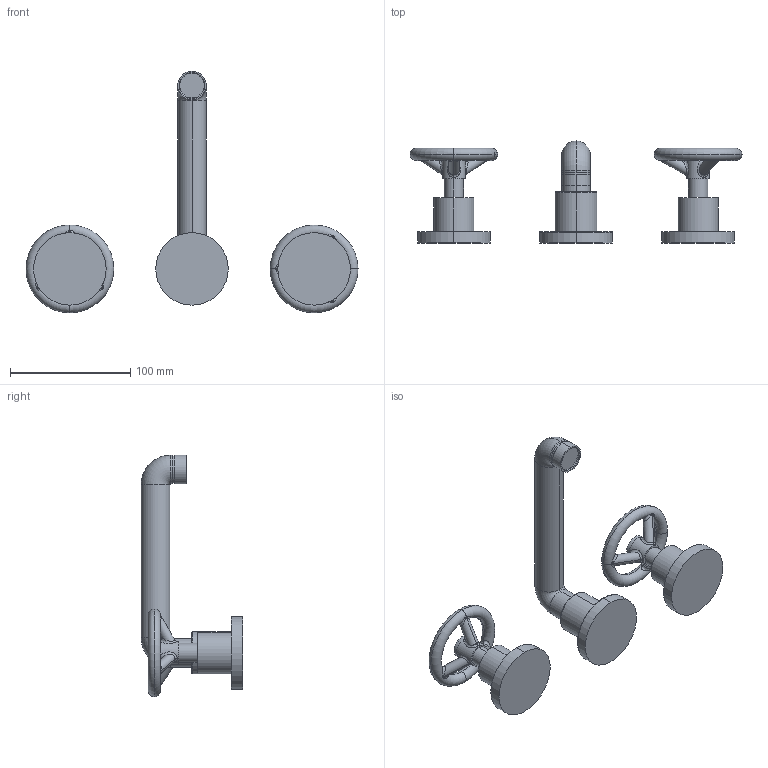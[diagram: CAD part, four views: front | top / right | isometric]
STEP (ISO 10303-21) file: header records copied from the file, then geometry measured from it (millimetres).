
FILE_DESCRIPTION((''),'2;1');
FILE_NAME('2930','2023-02-20T17:00:09',('nehatek'),(''),'CREO PARAMETRIC BY PTC INC, 2019352','CREO PARAMETRIC BY PTC INC, 2019352','');
FILE_SCHEMA(('CONFIG_CONTROL_DESIGN'));
Length unit declared in the file: inch
Products named in the file (1): 2930
Bounding box: 276.23 x 84.74 x 201.01 mm (x, y, z)
Volume: 307637 mm3; surface area: 67309.5 mm2
Topology: 5 solids, 5 shells, 120 faces, 268 edges, 160 vertices
Faces by surface type: cylinder 46, bspline 36, plane 20, torus 16, cone 2
Entity records: 8495 total; most frequent: CARTESIAN_POINT 5949, ORIENTED_EDGE 536, DIRECTION 506, EDGE_CURVE 268, AXIS2_PLACEMENT_3D 226, VERTEX_POINT 160, CIRCLE 142, EDGE_LOOP 134
